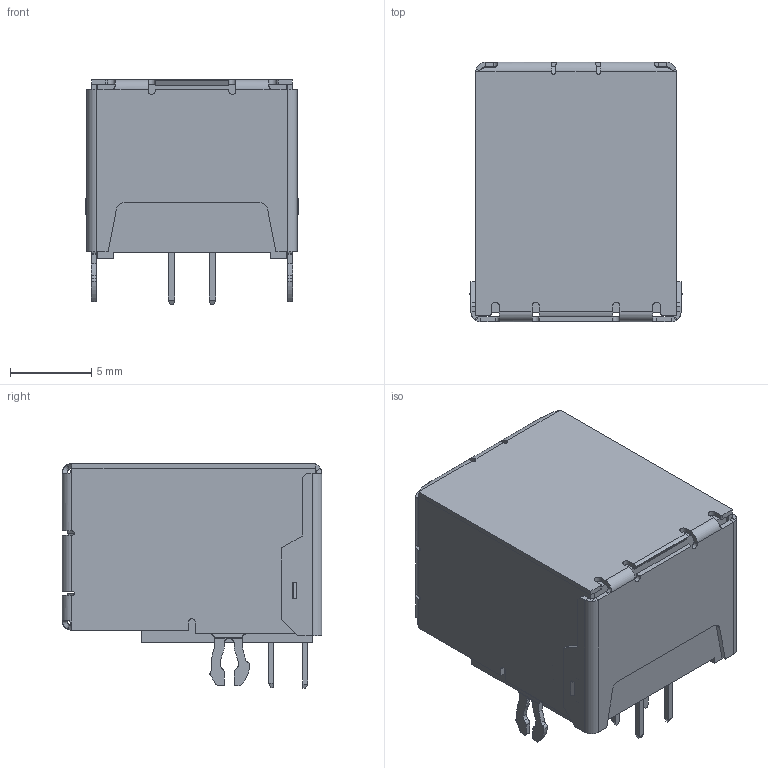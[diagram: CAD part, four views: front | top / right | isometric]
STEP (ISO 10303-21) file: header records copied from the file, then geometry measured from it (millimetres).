
FILE_DESCRIPTION(/* description */ (''),/* implementation_level */ '2;1');
FILE_NAME(/* name */ '61729-1011BLF.step',/* time_stamp */ '2019-07-20T08:41:05-07:00',/* author */ (''),/* organization */ (''),/* preprocessor_version */ 'ST-DEVELOPER v18',/* originating_system */ 'Autodesk Translation Framework v8.2.0.1029',/* authorisation */ '');
FILE_SCHEMA (('AUTOMOTIVE_DESIGN { 1 0 10303 214 3 1 1 }'));
Length unit declared in the file: millimetre
Products named in the file (2): 61729-1011BLF; 61729-1011BLF_1
Assembly tree (1 placements, depth 2):
  61729-1011BLF
    61729-1011BLF_1
Bounding box: 13.12 x 15.94 x 13.8 mm (x, y, z)
Surface area: 2936.6 mm2 (no closed solid volume)
Topology: 0 solids, 748 shells, 748 faces, 3852 edges, 3852 vertices
Faces by surface type: plane 526, cylinder 162, bspline 50, cone 10
Entity records: 43215 total; most frequent: CARTESIAN_POINT 12365, DIRECTION 5702, VERTEX_POINT 3852, EDGE_CURVE 3852, ORIENTED_EDGE 3852, LINE 3076, VECTOR 3076, AXIS2_PLACEMENT_3D 1313
